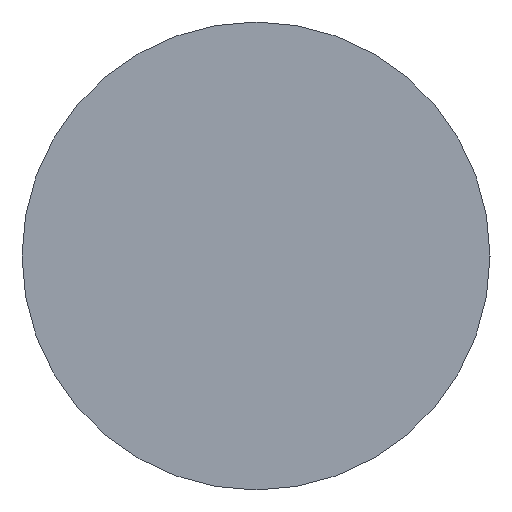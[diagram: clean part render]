
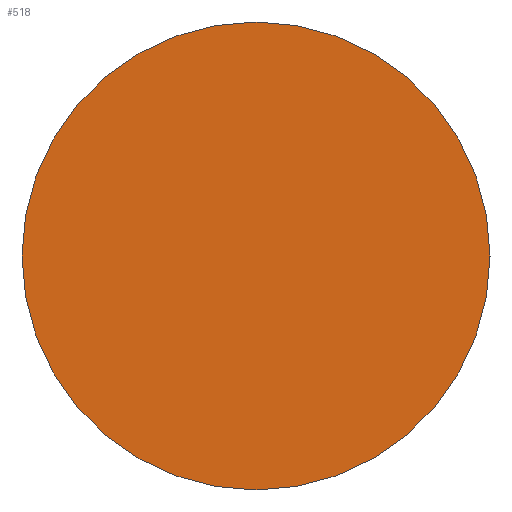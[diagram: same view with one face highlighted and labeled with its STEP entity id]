
A CAD part, left-side view. The second image highlights one B-rep face of the part: STEP entity #518.
In plain terms, the highlighted planar face has unit normal (-1, 0, 0).
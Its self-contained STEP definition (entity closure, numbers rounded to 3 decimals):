
#339 = CYLINDRICAL_SURFACE('',#340,3.);
#340 = AXIS2_PLACEMENT_3D('',#341,#342,#343);
#341 = CARTESIAN_POINT('',(-34.55,24.5,0.));
#342 = DIRECTION('',(1.,0.,0.));
#343 = DIRECTION('',(-0.,1.,0.));
#366 = CYLINDRICAL_SURFACE('',#367,3.);
#367 = AXIS2_PLACEMENT_3D('',#368,#369,#370);
#368 = CARTESIAN_POINT('',(-34.55,24.5,0.));
#369 = DIRECTION('',(1.,0.,0.));
#370 = DIRECTION('',(-0.,1.,0.));
#418 = VERTEX_POINT('',#419);
#419 = CARTESIAN_POINT('',(-39.55,27.5,0.));
#440 = EDGE_CURVE('',#418,#441,#443,.T.);
#441 = VERTEX_POINT('',#442);
#442 = CARTESIAN_POINT('',(-39.55,21.5,0.));
#443 = SURFACE_CURVE('',#444,(#449,#456),.PCURVE_S1.);
#444 = CIRCLE('',#445,3.);
#445 = AXIS2_PLACEMENT_3D('',#446,#447,#448);
#446 = CARTESIAN_POINT('',(-39.55,24.5,0.));
#447 = DIRECTION('',(1.,0.,0.));
#448 = DIRECTION('',(-0.,1.,0.));
#449 = PCURVE('',#339,#450);
#450 = DEFINITIONAL_REPRESENTATION('',(#451),#455);
#451 = LINE('',#452,#453);
#452 = CARTESIAN_POINT('',(0.,-5.));
#453 = VECTOR('',#454,1.);
#454 = DIRECTION('',(1.,0.));
#455 = ( GEOMETRIC_REPRESENTATION_CONTEXT(2) 
PARAMETRIC_REPRESENTATION_CONTEXT() REPRESENTATION_CONTEXT('2D SPACE',''
  ) );
#456 = PCURVE('',#457,#462);
#457 = PLANE('',#458);
#458 = AXIS2_PLACEMENT_3D('',#459,#460,#461);
#459 = CARTESIAN_POINT('',(-39.55,24.5,0.));
#460 = DIRECTION('',(1.,0.,0.));
#461 = DIRECTION('',(-0.,1.,0.));
#462 = DEFINITIONAL_REPRESENTATION('',(#463),#467);
#463 = CIRCLE('',#464,3.);
#464 = AXIS2_PLACEMENT_2D('',#465,#466);
#465 = CARTESIAN_POINT('',(0.,0.));
#466 = DIRECTION('',(1.,0.));
#467 = ( GEOMETRIC_REPRESENTATION_CONTEXT(2) 
PARAMETRIC_REPRESENTATION_CONTEXT() REPRESENTATION_CONTEXT('2D SPACE',''
  ) );
#495 = EDGE_CURVE('',#441,#418,#496,.T.);
#496 = SURFACE_CURVE('',#497,(#502,#509),.PCURVE_S1.);
#497 = CIRCLE('',#498,3.);
#498 = AXIS2_PLACEMENT_3D('',#499,#500,#501);
#499 = CARTESIAN_POINT('',(-39.55,24.5,0.));
#500 = DIRECTION('',(1.,0.,0.));
#501 = DIRECTION('',(0.,-1.,0.));
#502 = PCURVE('',#366,#503);
#503 = DEFINITIONAL_REPRESENTATION('',(#504),#508);
#504 = LINE('',#505,#506);
#505 = CARTESIAN_POINT('',(3.142,-5.));
#506 = VECTOR('',#507,1.);
#507 = DIRECTION('',(1.,0.));
#508 = ( GEOMETRIC_REPRESENTATION_CONTEXT(2) 
PARAMETRIC_REPRESENTATION_CONTEXT() REPRESENTATION_CONTEXT('2D SPACE',''
  ) );
#509 = PCURVE('',#457,#510);
#510 = DEFINITIONAL_REPRESENTATION('',(#511),#515);
#511 = CIRCLE('',#512,3.);
#512 = AXIS2_PLACEMENT_2D('',#513,#514);
#513 = CARTESIAN_POINT('',(0.,0.));
#514 = DIRECTION('',(-1.,0.));
#515 = ( GEOMETRIC_REPRESENTATION_CONTEXT(2) 
PARAMETRIC_REPRESENTATION_CONTEXT() REPRESENTATION_CONTEXT('2D SPACE',''
  ) );
#518 = ADVANCED_FACE('',(#519),#457,.F.);
#519 = FACE_BOUND('',#520,.F.);
#520 = EDGE_LOOP('',(#521,#522));
#521 = ORIENTED_EDGE('',*,*,#440,.T.);
#522 = ORIENTED_EDGE('',*,*,#495,.T.);
